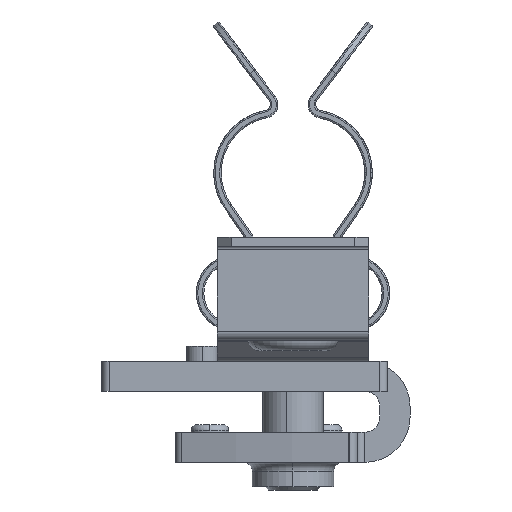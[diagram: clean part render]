
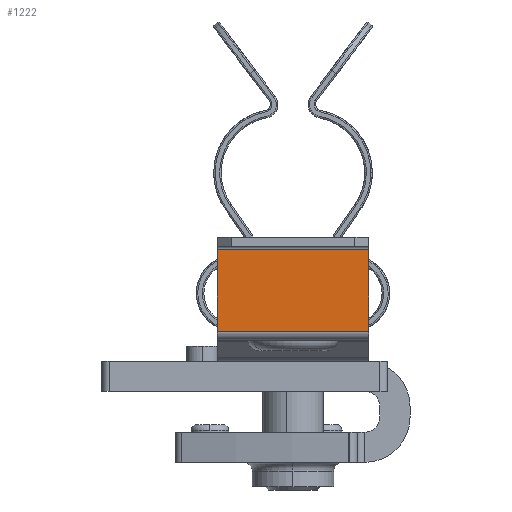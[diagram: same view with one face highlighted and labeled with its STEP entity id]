
A CAD part, left-side view. The second image highlights one B-rep face of the part: STEP entity #1222.
In plain terms, the highlighted face is planar.
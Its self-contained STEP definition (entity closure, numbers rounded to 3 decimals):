
#1175 = DIRECTION ( 'NONE',  ( 0., 0., -1. ) ) ;
#1222 = ADVANCED_FACE ( 'NONE', ( #2146 ), #2222, .F. ) ;
#1974 = VERTEX_POINT ( 'NONE', #12521 ) ;
#2051 = AXIS2_PLACEMENT_3D ( 'NONE', #9413, #7037, #4512 ) ;
#2137 = CARTESIAN_POINT ( 'NONE',  ( -22.127, 1.992, 5. ) ) ;
#2146 = FACE_OUTER_BOUND ( 'NONE', #10751, .T. ) ;
#2222 = PLANE ( 'NONE',  #2051 ) ;
#2591 = EDGE_CURVE ( 'NONE', #5605, #1974, #7113, .T. ) ;
#3044 = VECTOR ( 'NONE', #1175, 1000. ) ;
#3483 = ORIENTED_EDGE ( 'NONE', *, *, #10192, .T. ) ;
#3487 = ORIENTED_EDGE ( 'NONE', *, *, #10295, .F. ) ;
#4512 = DIRECTION ( 'NONE',  ( -0.017, 1., 0. ) ) ;
#4864 = ORIENTED_EDGE ( 'NONE', *, *, #2591, .F. ) ;
#5000 = LINE ( 'NONE', #8115, #15319 ) ;
#5500 = VERTEX_POINT ( 'NONE', #11067 ) ;
#5605 = VERTEX_POINT ( 'NONE', #14837 ) ;
#5729 = ORIENTED_EDGE ( 'NONE', *, *, #6535, .T. ) ;
#6535 = EDGE_CURVE ( 'NONE', #5500, #8913, #9120, .T. ) ;
#6582 = CARTESIAN_POINT ( 'NONE',  ( -22.221, 7.371, -5. ) ) ;
#7037 = DIRECTION ( 'NONE',  ( 1., 0.017, 0. ) ) ;
#7113 = LINE ( 'NONE', #2137, #3044 ) ;
#7935 = DIRECTION ( 'NONE',  ( 0., 0., -1. ) ) ;
#8115 = CARTESIAN_POINT ( 'NONE',  ( -22.221, 7.371, -5. ) ) ;
#8913 = VERTEX_POINT ( 'NONE', #6582 ) ;
#8940 = DIRECTION ( 'NONE',  ( 0.017, -1., 0. ) ) ;
#8983 = VECTOR ( 'NONE', #8940, 1000. ) ;
#9120 = LINE ( 'NONE', #15007, #9183 ) ;
#9183 = VECTOR ( 'NONE', #7935, 1000. ) ;
#9413 = CARTESIAN_POINT ( 'NONE',  ( -22.221, 7.371, 5. ) ) ;
#10192 = EDGE_CURVE ( 'NONE', #8913, #1974, #5000, .T. ) ;
#10295 = EDGE_CURVE ( 'NONE', #5500, #5605, #11295, .T. ) ;
#10751 = EDGE_LOOP ( 'NONE', ( #3483, #4864, #3487, #5729 ) ) ;
#10908 = DIRECTION ( 'NONE',  ( 0.017, -1., 0. ) ) ;
#11067 = CARTESIAN_POINT ( 'NONE',  ( -22.221, 7.371, 5. ) ) ;
#11295 = LINE ( 'NONE', #12548, #8983 ) ;
#12521 = CARTESIAN_POINT ( 'NONE',  ( -22.127, 1.992, -5. ) ) ;
#12548 = CARTESIAN_POINT ( 'NONE',  ( -22.221, 7.371, 5. ) ) ;
#14837 = CARTESIAN_POINT ( 'NONE',  ( -22.127, 1.992, 5. ) ) ;
#15007 = CARTESIAN_POINT ( 'NONE',  ( -22.221, 7.371, 5. ) ) ;
#15319 = VECTOR ( 'NONE', #10908, 1000. ) ;
